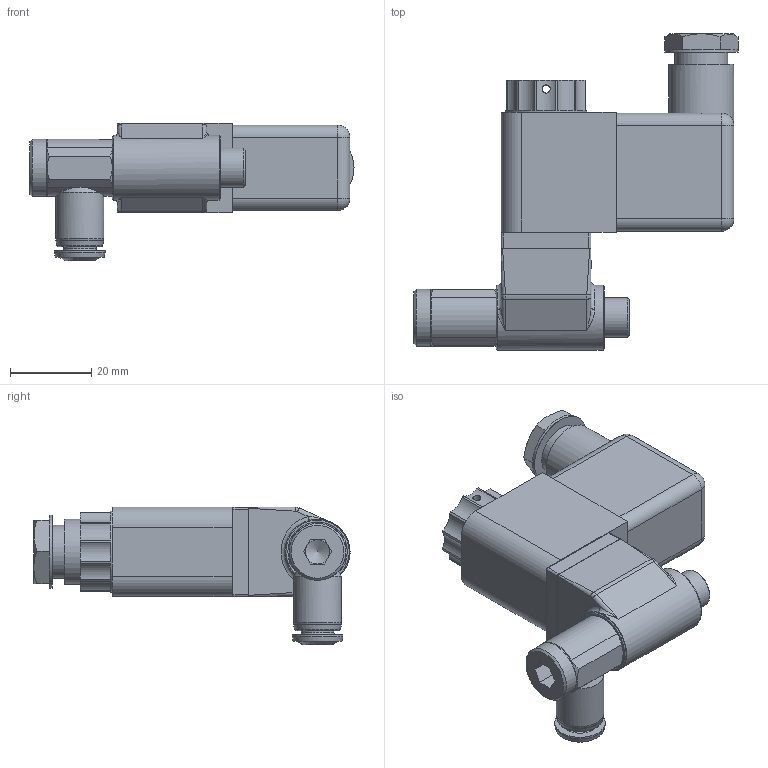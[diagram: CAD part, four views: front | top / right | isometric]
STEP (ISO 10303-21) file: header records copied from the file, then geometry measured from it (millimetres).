
FILE_DESCRIPTION( ( 'Unknown' ), '1' );
FILE_NAME( 'MH 311 019 6 mit MA 22 24V DC mit ST 22 M.stp', 'Unknown', ( 'Unknown' ), ( 'Unknown' ), 'PSStep 17.0.49', 'Unknown', ' ' );
FILE_SCHEMA( ( 'AUTOMOTIVE_DESIGN { 1 0 10303 214 1 1 1 1 }' ) );
Length unit declared in the file: millimetre
Products named in the file (11): Assem1
Assembly tree (10 placements, depth 2):
  Assem1
    (unnamed)
    (unnamed)
    (unnamed)
    (unnamed)
    (unnamed)
    (unnamed)
    (unnamed)
    (unnamed)
    (unnamed)
    (unnamed)
Bounding box: 79.7 x 77.75 x 33.9 mm (x, y, z)
Surface area: 25648.1 mm2 (no closed solid volume)
Topology: 0 solids, 988 shells, 991 faces, 4757 edges, 4615 vertices
Faces by surface type: plane 393, cylinder 277, extrusion 115, bspline 72, cone 50, sphere 44, torus 40
Full cylindrical faces by diameter (mm): 1 x1, 1.25 x1, 1.5 x4, 1.8 x1, 2 x2, 2.459 x2, 2.91 x1, 2.94 x1, 3 x1, 3.2 x5, 3.236 x1, 3.5 x1, 5.6 x4, 6 x5, 6.2 x1, 6.8 x2, 7.5 x1, 8 x2, 8.1 x1, 8.15 x1, 9 x2, 9.15 x1, 9.728 x1, 10 x7, 11 x2, 11.6 x1, 11.8 x1, 12 x1, 12.5 x1, 13 x1
Entity records: 67060 total; most frequent: CARTESIAN_POINT 26031, DIRECTION 6467, VERTEX_POINT 4545, ORIENTED_EDGE 4540, EDGE_CURVE 4540, AXIS2_PLACEMENT_3D 2202, VECTOR 2063, LINE 1948
